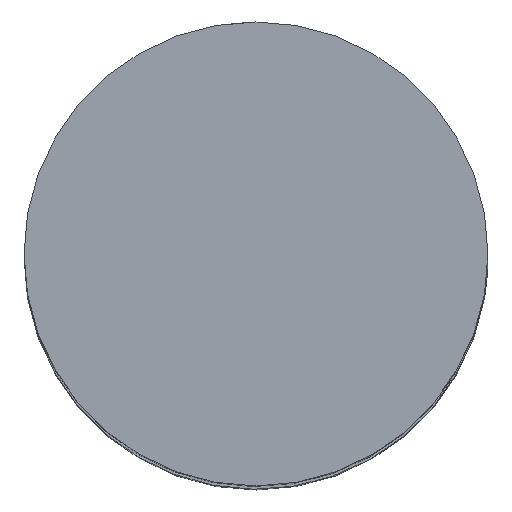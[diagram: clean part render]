
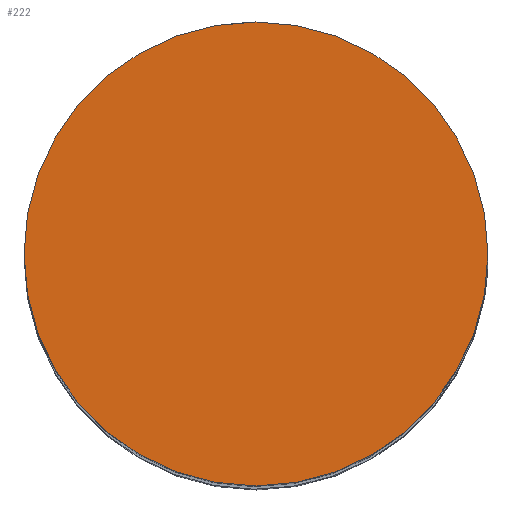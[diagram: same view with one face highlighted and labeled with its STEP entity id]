
A CAD part, top view. The second image highlights one B-rep face of the part: STEP entity #222.
In plain terms, the highlighted planar face has unit normal (0, 0, 1).
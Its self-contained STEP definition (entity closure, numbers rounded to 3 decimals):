
#23=PLANE('',#254);
#38=FACE_OUTER_BOUND('',#54,.T.);
#54=EDGE_LOOP('',(#192));
#68=CIRCLE('',#252,6.6);
#108=VERTEX_POINT('',#439);
#135=EDGE_CURVE('',#108,#108,#68,.T.);
#192=ORIENTED_EDGE('',*,*,#135,.T.);
#222=ADVANCED_FACE('',(#38),#23,.T.);
#252=AXIS2_PLACEMENT_3D('',#440,#313,#314);
#254=AXIS2_PLACEMENT_3D('',#469,#318,#319);
#313=DIRECTION('center_axis',(0.,0.,
1.));
#314=DIRECTION('ref_axis',(1.,0.,0.));
#318=DIRECTION('center_axis',(0.,0.,
1.));
#319=DIRECTION('ref_axis',(1.,0.,0.));
#439=CARTESIAN_POINT('',(6.6,0.,66.799));
#440=CARTESIAN_POINT('Origin',(0.,0.,
66.799));
#469=CARTESIAN_POINT('Origin',(0.,0.,
66.799));
